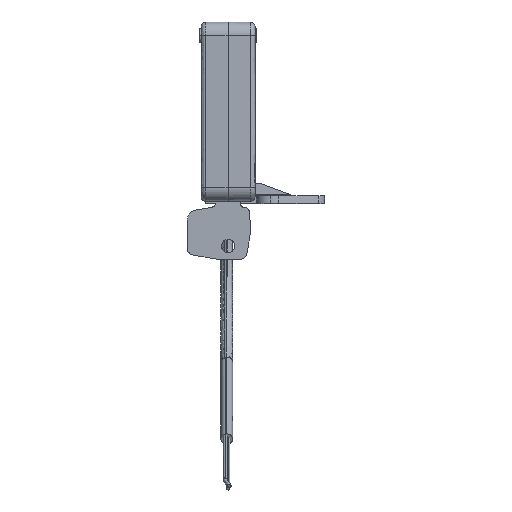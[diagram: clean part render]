
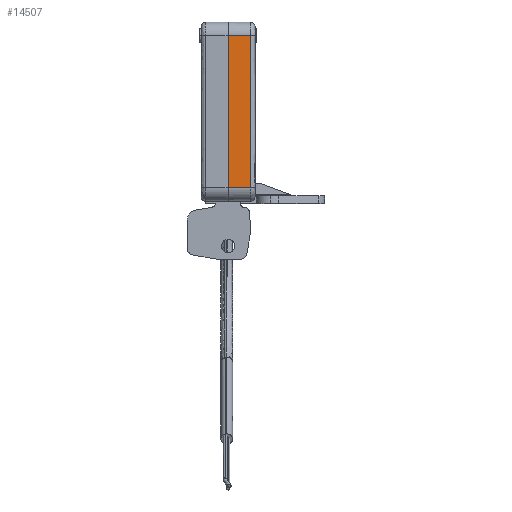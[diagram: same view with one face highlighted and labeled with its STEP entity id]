
A CAD part, top view. The second image highlights one B-rep face of the part: STEP entity #14507.
In plain terms, the highlighted free-form (B-spline) face has degree [1, 1] with [2, 2] control points.
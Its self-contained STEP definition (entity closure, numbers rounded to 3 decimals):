
#19 = FACE_OUTER_BOUND ( 'NONE', #22570, .T. ) ;
#1527 = VERTEX_POINT ( 'NONE', #50453 ) ;
#1551 = VERTEX_POINT ( 'NONE', #67311 ) ;
#1753 = B_SPLINE_CURVE_WITH_KNOTS ( 'NONE', 1,
 ( #34449, #58137 ),
 .UNSPECIFIED., .F., .F.,
 ( 2, 2 ),
 ( 0., 1. ),
 .UNSPECIFIED. ) ;
#3628 = EDGE_CURVE ( 'NONE', #70542, #1527, #38676, .T. ) ;
#5903 = CARTESIAN_POINT ( 'NONE',  ( 18.914, -29.1, 30.514 ) ) ;
#11224 = ORIENTED_EDGE ( 'NONE', *, *, #26928, .T. ) ;
#12049 = CARTESIAN_POINT ( 'NONE',  ( 10.25, -29.1, 30.589 ) ) ;
#12084 = CARTESIAN_POINT ( 'NONE',  ( 19.087, 30.06, 30.512 ) ) ;
#12346 = CARTESIAN_POINT ( 'NONE',  ( 19.087, -30.26, 30.512 ) ) ;
#12352 = EDGE_CURVE ( 'NONE', #1527, #51505, #39759, .T. ) ;
#13324 = ORIENTED_EDGE ( 'NONE', *, *, #3628, .T. ) ;
#14507 = ADVANCED_FACE ( 'NONE', ( #19 ), #47235, .T. ) ;
#15837 = ORIENTED_EDGE ( 'NONE', *, *, #71999, .T. ) ;
#17827 = CARTESIAN_POINT ( 'NONE',  ( 18.914, 28.9, 30.514 ) ) ;
#21738 = CARTESIAN_POINT ( 'NONE',  ( 18.914, 28.9, 30.514 ) ) ;
#22570 = EDGE_LOOP ( 'NONE', ( #70303, #15837, #11224, #13324 ) ) ;
#26928 = EDGE_CURVE ( 'NONE', #1551, #70542, #1753, .T. ) ;
#29943 = CARTESIAN_POINT ( 'NONE',  ( 10.25, 28.9, 30.589 ) ) ;
#33790 = CARTESIAN_POINT ( 'NONE',  ( 10.25, -29.1, 30.589 ) ) ;
#34449 = CARTESIAN_POINT ( 'NONE',  ( 18.914, -29.1, 30.514 ) ) ;
#34934 = B_SPLINE_CURVE_WITH_KNOTS ( 'NONE', 1,
 ( #57533, #5903 ),
 .UNSPECIFIED., .F., .F.,
 ( 2, 2 ),
 ( 0., 1. ),
 .UNSPECIFIED. ) ;
#38676 = B_SPLINE_CURVE_WITH_KNOTS ( 'NONE', 1,
 ( #17827, #29943 ),
 .UNSPECIFIED., .F., .F.,
 ( 2, 2 ),
 ( 0., 1. ),
 .UNSPECIFIED. ) ;
#39759 = B_SPLINE_CURVE_WITH_KNOTS ( 'NONE', 1,
 ( #39842, #33790 ),
 .UNSPECIFIED., .F., .F.,
 ( 2, 2 ),
 ( 0., 1. ),
 .UNSPECIFIED. ) ;
#39842 = CARTESIAN_POINT ( 'NONE',  ( 10.25, 28.9, 30.589 ) ) ;
#47235 = B_SPLINE_SURFACE_WITH_KNOTS ( 'NONE', 1, 1, ( 
 ( #12084, #12346 ),
 ( #69232, #52355 ) ),
 .UNSPECIFIED., .F., .F., .F.,
 ( 2, 2 ),
 ( 2, 2 ),
 ( 1.413, 10.424 ),
 ( -1.16, 59.16 ),
 .UNSPECIFIED. ) ;
#50453 = CARTESIAN_POINT ( 'NONE',  ( 10.25, 28.9, 30.589 ) ) ;
#51505 = VERTEX_POINT ( 'NONE', #12049 ) ;
#52355 = CARTESIAN_POINT ( 'NONE',  ( 10.077, -30.26, 30.591 ) ) ;
#57533 = CARTESIAN_POINT ( 'NONE',  ( 10.25, -29.1, 30.589 ) ) ;
#58137 = CARTESIAN_POINT ( 'NONE',  ( 18.914, 28.9, 30.514 ) ) ;
#67311 = CARTESIAN_POINT ( 'NONE',  ( 18.914, -29.1, 30.514 ) ) ;
#69232 = CARTESIAN_POINT ( 'NONE',  ( 10.077, 30.06, 30.591 ) ) ;
#70303 = ORIENTED_EDGE ( 'NONE', *, *, #12352, .T. ) ;
#70542 = VERTEX_POINT ( 'NONE', #21738 ) ;
#71999 = EDGE_CURVE ( 'NONE', #51505, #1551, #34934, .T. ) ;
